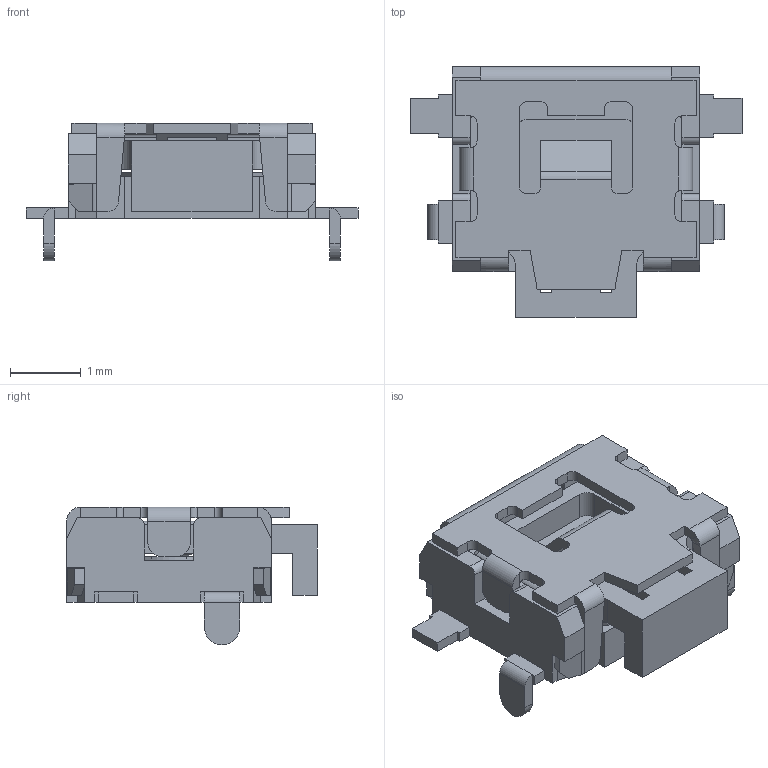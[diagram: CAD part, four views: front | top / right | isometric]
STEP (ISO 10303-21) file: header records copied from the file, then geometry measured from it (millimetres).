
FILE_DESCRIPTION( ( 'Unknown' ), '1' );
FILE_NAME( '434331013822.stp', 'Unknown', ( 'Unknown' ), ( 'Unknown' ), 'PSStep 18.0.17', 'Unknown', ' ' );
FILE_SCHEMA( ( 'AUTOMOTIVE_DESIGN { 1 0 10303 214 1 1 1 1 }' ) );
Length unit declared in the file: millimetre
Products named in the file (6): Assem1; Frame; washer; Contact plate; Stem; Cover
Assembly tree (5 placements, depth 2):
  Assem1
    Frame
    washer
    Contact plate
    Stem
    Cover
Bounding box: 4.7 x 3.55 x 1.95 mm (x, y, z)
Volume: 10.5 mm3; surface area: 114.6 mm2
Topology: 5 solids, 5 shells, 339 faces, 938 edges, 612 vertices
Faces by surface type: plane 243, cylinder 86, bspline 6, sphere 3, cone 1
Full cylindrical faces by diameter (mm): 0.6 x1
Entity records: 13731 total; most frequent: CARTESIAN_POINT 2203, ORIENTED_EDGE 1858, DIRECTION 1757, EDGE_CURVE 929, LINE 739, VECTOR 739, VERTEX_POINT 611, AXIS2_PLACEMENT_3D 509
